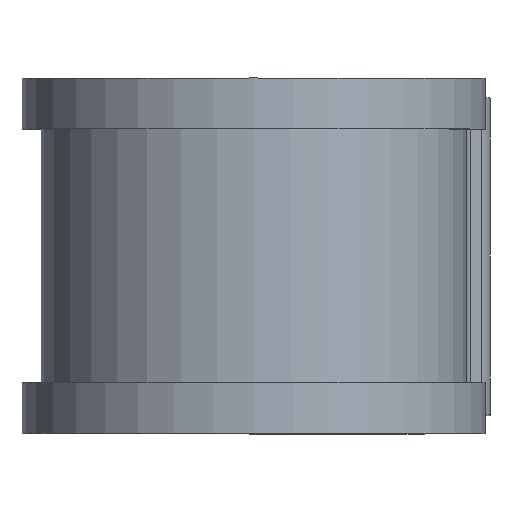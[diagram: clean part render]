
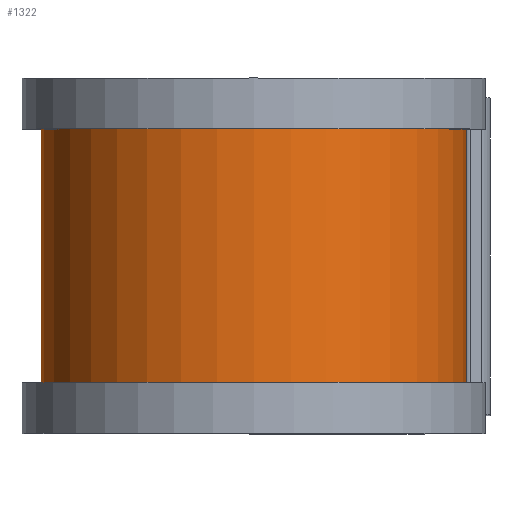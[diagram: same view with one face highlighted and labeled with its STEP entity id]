
A CAD part, top view. The second image highlights one B-rep face of the part: STEP entity #1322.
In plain terms, the highlighted cylindrical face has radius 17.031 mm (diameter 34.061 mm), a partial arc.
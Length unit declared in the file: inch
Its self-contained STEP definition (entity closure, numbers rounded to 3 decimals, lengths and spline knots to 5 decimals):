
#29 = CARTESIAN_POINT ( 'NONE',  ( 0., -0.4, -0.6705 ) ) ;
#286 = DIRECTION ( 'NONE',  ( 0., -1., 0. ) ) ;
#324 = CARTESIAN_POINT ( 'NONE',  ( 0., -0.4, 0. ) ) ;
#459 = DIRECTION ( 'NONE',  ( 0., 0., -1. ) ) ;
#513 = AXIS2_PLACEMENT_3D ( 'NONE', #1030, #286, #1180 ) ;
#596 = DIRECTION ( 'NONE',  ( 0., -1., 0. ) ) ;
#628 = CARTESIAN_POINT ( 'NONE',  ( 0., 0.4, -0.6705 ) ) ;
#729 = CARTESIAN_POINT ( 'NONE',  ( 0., 0.5, -0.6705 ) ) ;
#858 = EDGE_CURVE ( 'NONE', #1409, #926, #932, .T. ) ;
#893 = EDGE_CURVE ( 'NONE', #1023, #1202, #1582, .T. ) ;
#915 = CIRCLE ( 'NONE', #1303, 0.6705 ) ;
#926 = VERTEX_POINT ( 'NONE', #1735 ) ;
#932 = LINE ( 'NONE', #1266, #1663 ) ;
#1023 = VERTEX_POINT ( 'NONE', #628 ) ;
#1030 = CARTESIAN_POINT ( 'NONE',  ( 0., 0.4, 0. ) ) ;
#1070 = CARTESIAN_POINT ( 'NONE',  ( 0., 0.5, 0. ) ) ;
#1109 = EDGE_CURVE ( 'NONE', #1409, #1023, #1527, .T. ) ;
#1110 = ORIENTED_EDGE ( 'NONE', *, *, #1109, .T. ) ;
#1172 = VECTOR ( 'NONE', #1713, 39.37008 ) ;
#1180 = DIRECTION ( 'NONE',  ( 0., 0., -1. ) ) ;
#1202 = VERTEX_POINT ( 'NONE', #29 ) ;
#1219 = DIRECTION ( 'NONE',  ( 0., -1., 0. ) ) ;
#1237 = CYLINDRICAL_SURFACE ( 'NONE', #1604, 0.6705 ) ;
#1266 = CARTESIAN_POINT ( 'NONE',  ( 0.6705, 0.5, 0. ) ) ;
#1291 = FACE_OUTER_BOUND ( 'NONE', #1457, .T. ) ;
#1303 = AXIS2_PLACEMENT_3D ( 'NONE', #324, #1219, #459 ) ;
#1317 = EDGE_CURVE ( 'NONE', #926, #1202, #915, .T. ) ;
#1322 = ADVANCED_FACE ( 'NONE', ( #1291 ), #1237, .T. ) ;
#1371 = DIRECTION ( 'NONE',  ( 0., 0., -1. ) ) ;
#1398 = CARTESIAN_POINT ( 'NONE',  ( 0.6705, 0.4, 0. ) ) ;
#1409 = VERTEX_POINT ( 'NONE', #1398 ) ;
#1457 = EDGE_LOOP ( 'NONE', ( #1614, #1110, #1645, #1633 ) ) ;
#1522 = DIRECTION ( 'NONE',  ( 0., -1., 0. ) ) ;
#1527 = CIRCLE ( 'NONE', #513, 0.6705 ) ;
#1582 = LINE ( 'NONE', #729, #1172 ) ;
#1604 = AXIS2_PLACEMENT_3D ( 'NONE', #1070, #1522, #1371 ) ;
#1614 = ORIENTED_EDGE ( 'NONE', *, *, #858, .F. ) ;
#1633 = ORIENTED_EDGE ( 'NONE', *, *, #1317, .F. ) ;
#1645 = ORIENTED_EDGE ( 'NONE', *, *, #893, .T. ) ;
#1663 = VECTOR ( 'NONE', #596, 39.37008 ) ;
#1713 = DIRECTION ( 'NONE',  ( 0., -1., 0. ) ) ;
#1735 = CARTESIAN_POINT ( 'NONE',  ( 0.6705, -0.4, 0. ) ) ;
